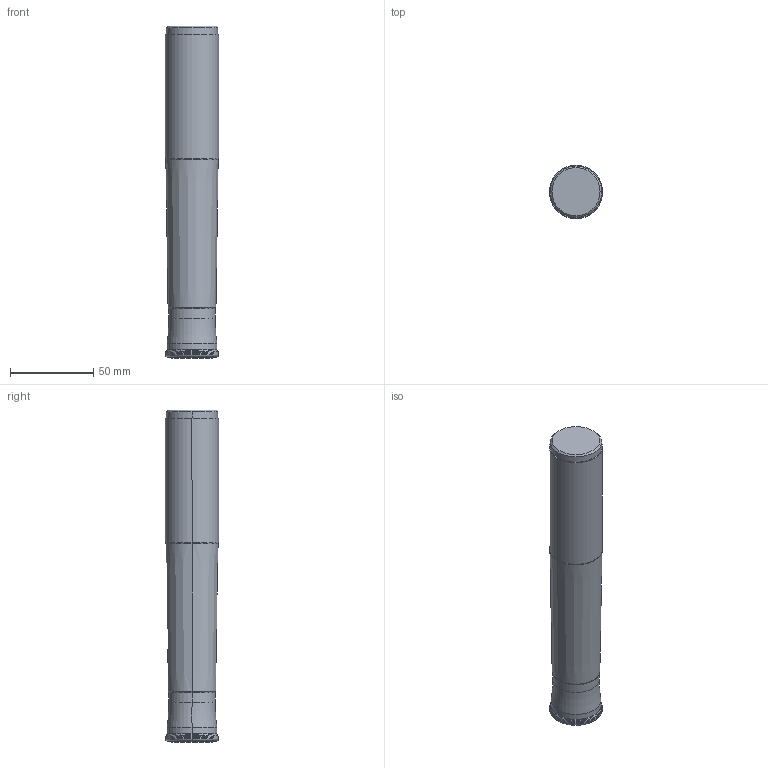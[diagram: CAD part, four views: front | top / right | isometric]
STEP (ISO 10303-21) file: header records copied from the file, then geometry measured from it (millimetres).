
FILE_DESCRIPTION(/* description */ (''),/* implementation_level */ '2;1');
FILE_NAME(/* name */ 'AJX06R325SA32L_MR1_5.stp',/* time_stamp */ '2022-03-28T16:56:35+09:00',/* author */ (''),/* organization */ (''),/* preprocessor_version */ 'ST-DEVELOPER v16',/* originating_system */ 'SIEMENS PLM Software NX 10.0',/* authorisation */ '');
FILE_SCHEMA (('AUTOMOTIVE_DESIGN { 1 0 10303 214 3 1 1 1 }'));
Length unit declared in the file: millimetre
Products named in the file (1): AJX06R325SA32L_MR1_5_ASM
Bounding box: 32 x 32 x 200 mm (x, y, z)
Volume: 150259.9 mm3; surface area: 22388.4 mm2
Topology: 2 solids, 2 shells, 104 faces, 236 edges, 169 vertices
Faces by surface type: revolution 46, cone 26, torus 18, cylinder 10, plane 4
Entity records: 3763 total; most frequent: CARTESIAN_POINT 1358, DIRECTION 475, ORIENTED_EDGE 412, EDGE_CURVE 206, AXIS2_PLACEMENT_3D 195, CIRCLE 126, B_SPLINE_CURVE_WITH_KNOTS 117, EDGE_LOOP 106
